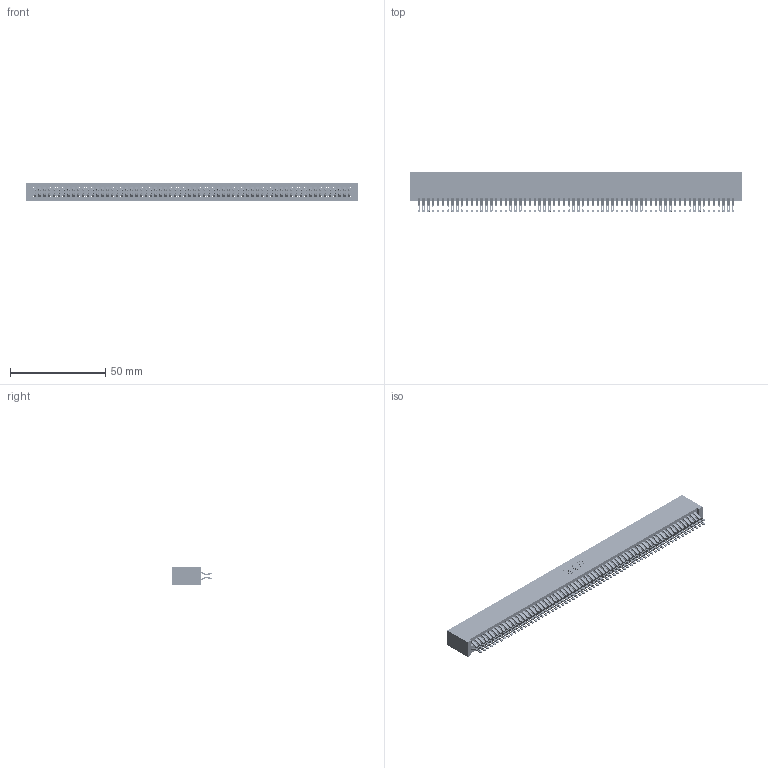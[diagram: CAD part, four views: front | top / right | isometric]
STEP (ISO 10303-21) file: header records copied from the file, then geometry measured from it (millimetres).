
FILE_DESCRIPTION (( 'STEP AP203' ), '1' );
FILE_NAME ('345-132-555-201.STEP', '2019-11-07T22:03:52', ( '' ), ( '' ), 'SwSTEP 2.0', 'SolidWorks 2016', '' );
FILE_SCHEMA (( 'CONFIG_CONTROL_DESIGN' ));
Length unit declared in the file: inch
Products named in the file (3): 345 Part_No Mounting Lugs; 345-292-001_555 Tail; 345-132-555-201
Assembly tree (133 placements, depth 2):
  345-132-555-201
    345 Part_No Mounting Lugs
    345-292-001_555 Tail  x132
Bounding box: 174.24 x 21.13 x 9.4 mm (x, y, z)
Volume: 18147.8 mm3; surface area: 28925.3 mm2
Topology: 133 solids, 133 shells, 7510 faces, 23681 edges, 15786 vertices
Faces by surface type: plane 4168, cylinder 3342
Entity records: 48603 total; most frequent: CARTESIAN_POINT 8158, ORIENTED_EDGE 8062, DIRECTION 7127, EDGE_CURVE 4031, LINE 3623, VECTOR 3623, VERTEX_POINT 2686, AXIS2_PLACEMENT_3D 1752
